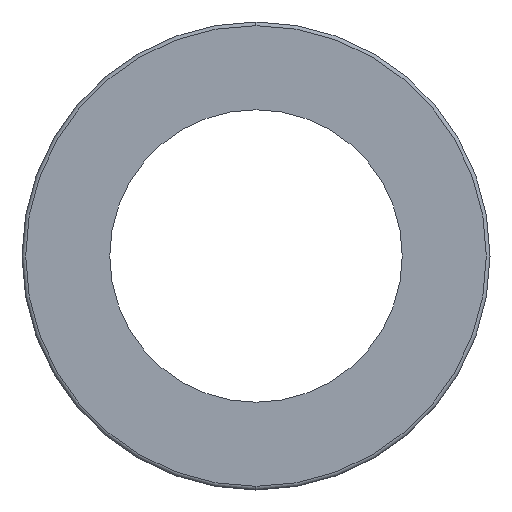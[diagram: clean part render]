
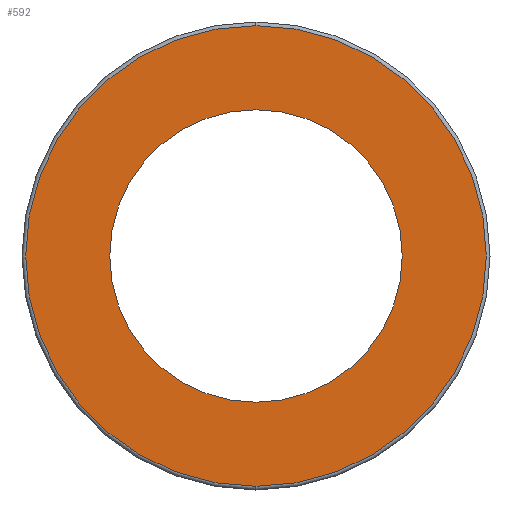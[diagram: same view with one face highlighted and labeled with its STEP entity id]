
A CAD part, left-side view. The second image highlights one B-rep face of the part: STEP entity #592.
In plain terms, the highlighted planar face has unit normal (-1, 0, 0).
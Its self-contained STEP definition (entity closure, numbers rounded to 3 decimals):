
#23 = EDGE_CURVE ( 'NONE', #175, #163, #254, .T. ) ;
#27 = EDGE_CURVE ( 'NONE', #180, #183, #292, .T. ) ;
#51 = EDGE_CURVE ( 'NONE', #163, #175, #226, .T. ) ;
#54 = EDGE_CURVE ( 'NONE', #183, #180, #294, .T. ) ;
#69 = AXIS2_PLACEMENT_3D ( 'NONE', #131, #195, #112 ) ;
#73 = AXIS2_PLACEMENT_3D ( 'NONE', #440, #540, #572 ) ;
#83 = AXIS2_PLACEMENT_3D ( 'NONE', #147, #129, #130 ) ;
#112 = DIRECTION ( 'NONE',  ( 0., 0., -1. ) ) ;
#129 = DIRECTION ( 'NONE',  ( -1., 0., 0. ) ) ;
#130 = DIRECTION ( 'NONE',  ( 0., 0., 1. ) ) ;
#131 = CARTESIAN_POINT ( 'NONE',  ( -40., 0., 0. ) ) ;
#147 = CARTESIAN_POINT ( 'NONE',  ( -40., 0., 0. ) ) ;
#163 = VERTEX_POINT ( 'NONE', #416 ) ;
#175 = VERTEX_POINT ( 'NONE', #506 ) ;
#180 = VERTEX_POINT ( 'NONE', #519 ) ;
#183 = VERTEX_POINT ( 'NONE', #504 ) ;
#195 = DIRECTION ( 'NONE',  ( -1., 0., 0. ) ) ;
#200 = AXIS2_PLACEMENT_3D ( 'NONE', #541, #423, #415 ) ;
#209 = AXIS2_PLACEMENT_3D ( 'NONE', #490, #496, #422 ) ;
#217 = FACE_BOUND ( 'NONE', #376, .T. ) ;
#226 = CIRCLE ( 'NONE', #73, 10. ) ;
#254 = CIRCLE ( 'NONE', #83, 10. ) ;
#292 = CIRCLE ( 'NONE', #69, 15.75 ) ;
#294 = CIRCLE ( 'NONE', #200, 15.75 ) ;
#314 = FACE_OUTER_BOUND ( 'NONE', #380, .T. ) ;
#376 = EDGE_LOOP ( 'NONE', ( #638, #660 ) ) ;
#380 = EDGE_LOOP ( 'NONE', ( #642, #662 ) ) ;
#415 = DIRECTION ( 'NONE',  ( 0., 0., -1. ) ) ;
#416 = CARTESIAN_POINT ( 'NONE',  ( -40., 0., 10. ) ) ;
#422 = DIRECTION ( 'NONE',  ( 0., 0., -1. ) ) ;
#423 = DIRECTION ( 'NONE',  ( -1., 0., 0. ) ) ;
#440 = CARTESIAN_POINT ( 'NONE',  ( -40., 0., 0. ) ) ;
#490 = CARTESIAN_POINT ( 'NONE',  ( -40., 10., 0. ) ) ;
#496 = DIRECTION ( 'NONE',  ( 1., 0., 0. ) ) ;
#497 = PLANE ( 'NONE',  #209 ) ;
#504 = CARTESIAN_POINT ( 'NONE',  ( -40., 0., -15.75 ) ) ;
#506 = CARTESIAN_POINT ( 'NONE',  ( -40., 0., -10. ) ) ;
#519 = CARTESIAN_POINT ( 'NONE',  ( -40., 0., 15.75 ) ) ;
#540 = DIRECTION ( 'NONE',  ( -1., 0., 0. ) ) ;
#541 = CARTESIAN_POINT ( 'NONE',  ( -40., 0., 0. ) ) ;
#572 = DIRECTION ( 'NONE',  ( 0., 0., 1. ) ) ;
#592 = ADVANCED_FACE ( 'NONE', ( #314, #217 ), #497, .F. ) ;
#638 = ORIENTED_EDGE ( 'NONE', *, *, #51, .F. ) ;
#642 = ORIENTED_EDGE ( 'NONE', *, *, #54, .T. ) ;
#660 = ORIENTED_EDGE ( 'NONE', *, *, #23, .F. ) ;
#662 = ORIENTED_EDGE ( 'NONE', *, *, #27, .T. ) ;
